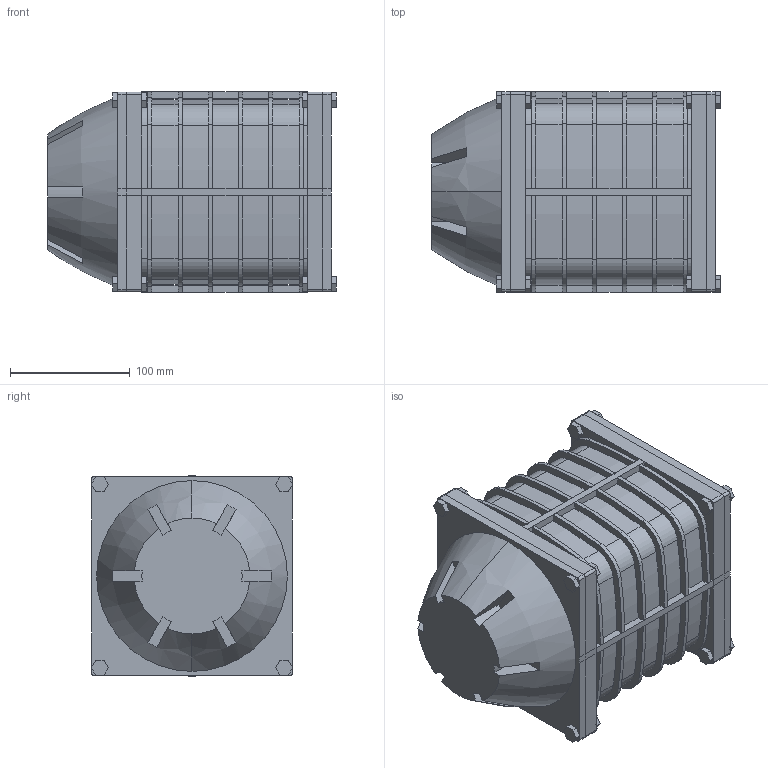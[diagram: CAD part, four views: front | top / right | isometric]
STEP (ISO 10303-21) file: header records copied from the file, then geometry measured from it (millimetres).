
FILE_DESCRIPTION (( 'STEP AP203' ), '1' );
FILE_NAME ('FGDSGFSD.stp.STEP', '2025-09-15T21:12:24', ( '' ), ( '' ), 'SwSTEP 2.0', 'SolidWorks 2023', '' );
FILE_SCHEMA (( 'CONFIG_CONTROL_DESIGN' ));
Length unit declared in the file: centimetre
Products named in the file (1): FGDSGFSD.stp
Bounding box: 241.59 x 168.41 x 167.63 mm (x, y, z)
Volume: 5125395.4 mm3; surface area: 497374.1 mm2
Topology: 14 solids, 14 shells, 506 faces, 1434 edges, 932 vertices
Faces by surface type: plane 284, cylinder 212, bspline 10
Entity records: 16853 total; most frequent: CARTESIAN_POINT 3185, DIRECTION 2870, ORIENTED_EDGE 2868, EDGE_CURVE 1434, LINE 964, VECTOR 964, AXIS2_PLACEMENT_3D 953, VERTEX_POINT 932
